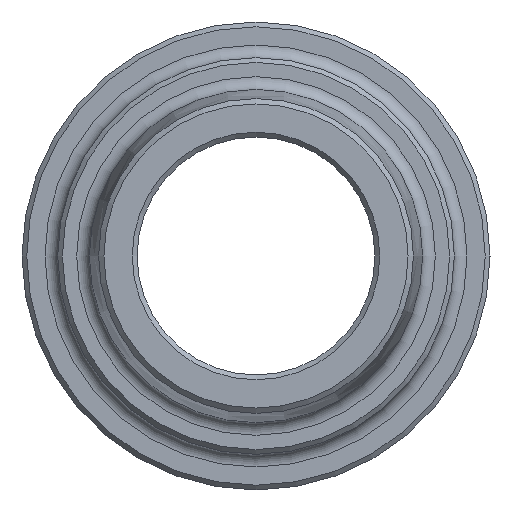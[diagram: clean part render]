
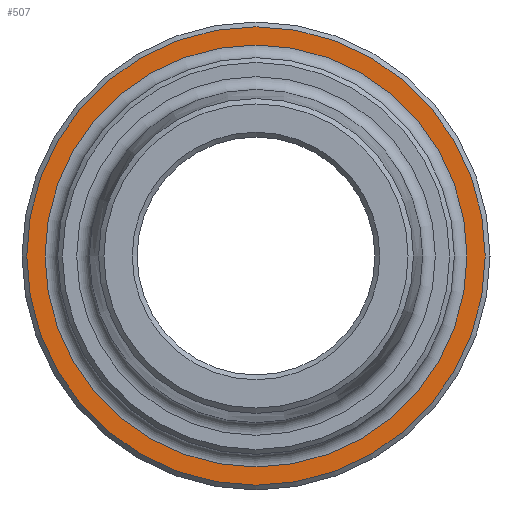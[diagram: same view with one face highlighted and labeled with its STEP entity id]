
A CAD part, left-side view. The second image highlights one B-rep face of the part: STEP entity #507.
In plain terms, the highlighted planar face has unit normal (-1, 0, 0).
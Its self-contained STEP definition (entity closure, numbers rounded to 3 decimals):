
#29=FACE_BOUND('',#95,.T.);
#39=PLANE('',#581);
#57=FACE_OUTER_BOUND('',#94,.T.);
#94=EDGE_LOOP('',(#384));
#95=EDGE_LOOP('',(#385));
#177=CIRCLE('',#577,14.45);
#180=CIRCLE('',#582,13.3);
#233=VERTEX_POINT('',#892);
#236=VERTEX_POINT('',#902);
#288=EDGE_CURVE('',#233,#233,#177,.T.);
#292=EDGE_CURVE('',#236,#236,#180,.T.);
#384=ORIENTED_EDGE('',*,*,#288,.F.);
#385=ORIENTED_EDGE('',*,*,#292,.F.);
#507=ADVANCED_FACE('',(#57,#29),#39,.T.);
#577=AXIS2_PLACEMENT_3D('',#894,#702,#703);
#581=AXIS2_PLACEMENT_3D('',#901,#711,#712);
#582=AXIS2_PLACEMENT_3D('',#903,#713,#714);
#702=DIRECTION('center_axis',(1.,0.,0.));
#703=DIRECTION('ref_axis',(0.,-1.,0.));
#711=DIRECTION('center_axis',(-1.,0.,0.));
#712=DIRECTION('ref_axis',(0.,0.,1.));
#713=DIRECTION('center_axis',(-1.,0.,0.));
#714=DIRECTION('ref_axis',(0.,-1.,0.));
#892=CARTESIAN_POINT('',(-3.5,14.45,0.));
#894=CARTESIAN_POINT('Origin',(-3.5,0.,0.));
#901=CARTESIAN_POINT('Origin',(-3.5,14.75,0.));
#902=CARTESIAN_POINT('',(-3.5,0.,13.3));
#903=CARTESIAN_POINT('Origin',(-3.5,0.,0.));
